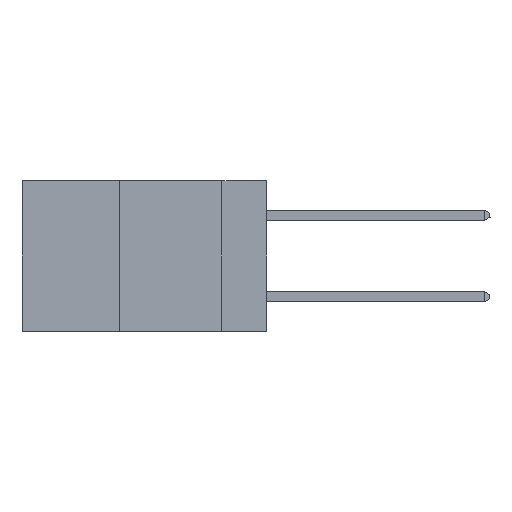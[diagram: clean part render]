
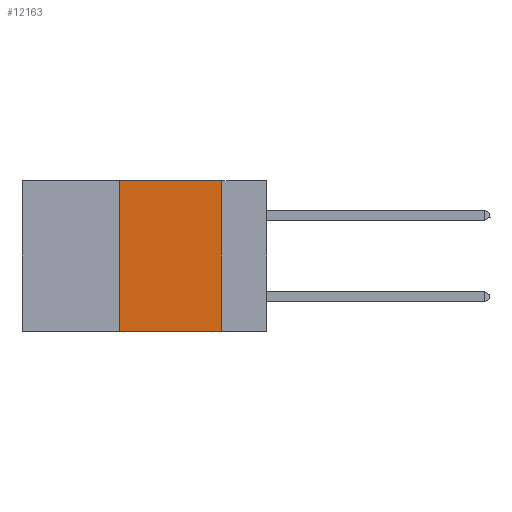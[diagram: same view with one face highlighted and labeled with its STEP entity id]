
A CAD part, left-side view. The second image highlights one B-rep face of the part: STEP entity #12163.
In plain terms, the highlighted planar face has unit normal (-1, 0, 0).
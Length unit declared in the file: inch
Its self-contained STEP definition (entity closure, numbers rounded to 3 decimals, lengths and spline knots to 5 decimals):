
#1189 = LINE ( 'NONE', #26722, #23815 ) ;
#1373 = DIRECTION ( 'NONE',  ( 0., 0., 1. ) ) ;
#1486 = CARTESIAN_POINT ( 'NONE',  ( 0., 0.11, 0. ) ) ;
#3928 = DIRECTION ( 'NONE',  ( 1., 0., 0. ) ) ;
#4452 = DIRECTION ( 'NONE',  ( 0., -1., 0. ) ) ;
#4519 = EDGE_CURVE ( 'NONE', #21418, #27090, #1189, .T. ) ;
#4665 = CARTESIAN_POINT ( 'NONE',  ( 0., 0.11, -0.37 ) ) ;
#6449 = EDGE_CURVE ( 'NONE', #21418, #9695, #7804, .T. ) ;
#7666 = ORIENTED_EDGE ( 'NONE', *, *, #6449, .T. ) ;
#7804 = LINE ( 'NONE', #32758, #9148 ) ;
#7886 = EDGE_CURVE ( 'NONE', #31393, #9695, #13595, .T. ) ;
#9148 = VECTOR ( 'NONE', #4452, 39.37008 ) ;
#9529 = EDGE_CURVE ( 'NONE', #27090, #31393, #12494, .T. ) ;
#9695 = VERTEX_POINT ( 'NONE', #4665 ) ;
#12118 = CARTESIAN_POINT ( 'NONE',  ( 0., 0.6, 0. ) ) ;
#12163 = ADVANCED_FACE ( 'NONE', ( #20708 ), #32241, .F. ) ;
#12390 = CARTESIAN_POINT ( 'NONE',  ( 0., 0.11, 0. ) ) ;
#12494 = LINE ( 'NONE', #12118, #31810 ) ;
#12504 = DIRECTION ( 'NONE',  ( 0., 0., -1. ) ) ;
#12846 = DIRECTION ( 'NONE',  ( 0., 0., -1. ) ) ;
#13595 = LINE ( 'NONE', #1486, #29929 ) ;
#15682 = EDGE_LOOP ( 'NONE', ( #26006, #34812, #26251, #7666 ) ) ;
#15863 = CARTESIAN_POINT ( 'NONE',  ( 0., 0.6, 0. ) ) ;
#20508 = DIRECTION ( 'NONE',  ( 0., -1., 0. ) ) ;
#20708 = FACE_OUTER_BOUND ( 'NONE', #15682, .T. ) ;
#21418 = VERTEX_POINT ( 'NONE', #28574 ) ;
#23815 = VECTOR ( 'NONE', #1373, 39.37008 ) ;
#26006 = ORIENTED_EDGE ( 'NONE', *, *, #7886, .F. ) ;
#26251 = ORIENTED_EDGE ( 'NONE', *, *, #4519, .F. ) ;
#26722 = CARTESIAN_POINT ( 'NONE',  ( 0., 0.36, 0. ) ) ;
#27090 = VERTEX_POINT ( 'NONE', #30325 ) ;
#28574 = CARTESIAN_POINT ( 'NONE',  ( 0., 0.36, -0.37 ) ) ;
#29929 = VECTOR ( 'NONE', #12846, 39.37008 ) ;
#30325 = CARTESIAN_POINT ( 'NONE',  ( 0., 0.36, 0. ) ) ;
#31393 = VERTEX_POINT ( 'NONE', #12390 ) ;
#31810 = VECTOR ( 'NONE', #20508, 39.37008 ) ;
#32241 = PLANE ( 'NONE',  #34278 ) ;
#32758 = CARTESIAN_POINT ( 'NONE',  ( 0., 0.6, -0.37 ) ) ;
#34278 = AXIS2_PLACEMENT_3D ( 'NONE', #15863, #3928, #12504 ) ;
#34812 = ORIENTED_EDGE ( 'NONE', *, *, #9529, .F. ) ;
